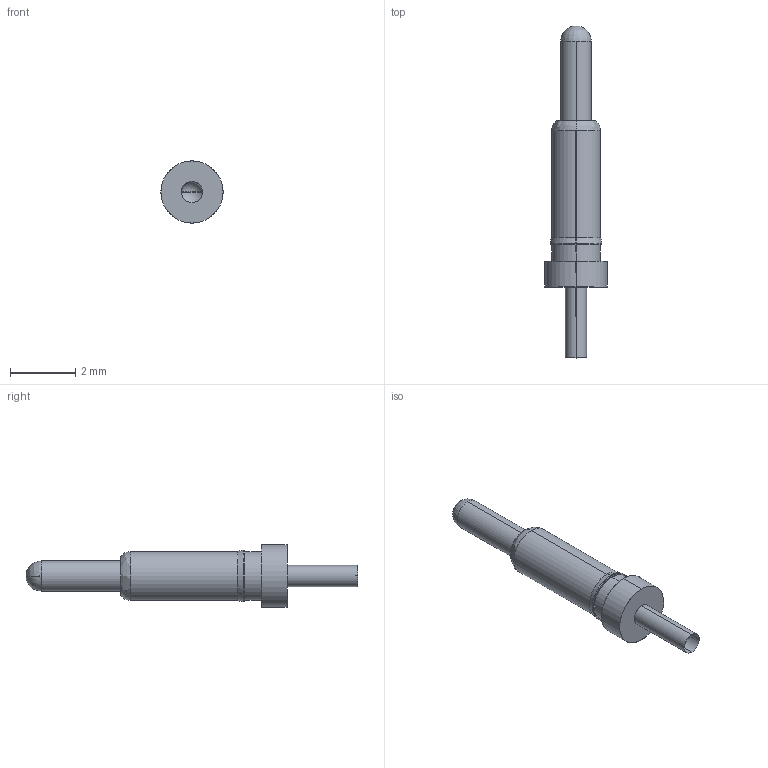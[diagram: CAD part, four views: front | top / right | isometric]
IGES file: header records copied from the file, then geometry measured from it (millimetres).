
Start section: SolidWorks IGES file using analytic representation for surfaces
Global section: file name: CP-2TB-8.IGS; native system: SolidWorks 2015; preprocessor: SolidWorks 2015; author: mrumschlag; date: 160414.155408; units: inch
Bounding box: 1.91 x 10.18 x 1.91 mm (x, y, z)
Surface area: 43 mm2 (no closed solid volume)
Topology: 0 solids, 0 shells, 24 faces, 247 edges, 243 vertices
Faces by surface type: revolution 18, bspline 6
